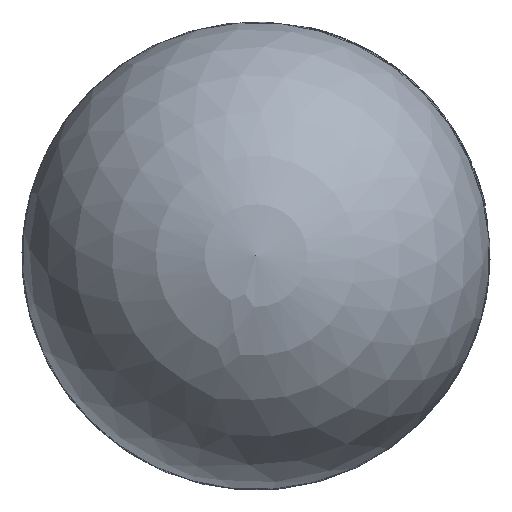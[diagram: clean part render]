
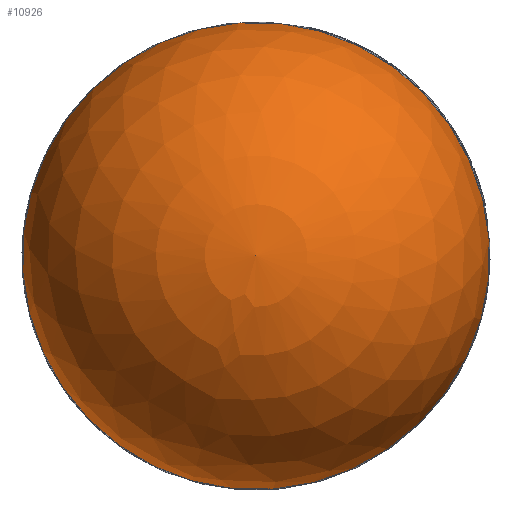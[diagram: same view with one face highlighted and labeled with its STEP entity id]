
A CAD part, top view. The second image highlights one B-rep face of the part: STEP entity #10926.
In plain terms, the highlighted spherical face has radius 27.45 mm.
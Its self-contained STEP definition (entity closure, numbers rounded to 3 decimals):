
#19=SPHERICAL_SURFACE('',#11583,27.45);
#751=CIRCLE('',#11584,27.445);
#752=CIRCLE('',#11585,27.445);
#753=CIRCLE('',#11586,27.45);
#754=CIRCLE('',#11587,27.445);
#1300=FACE_OUTER_BOUND('',#1880,.T.);
#1880=EDGE_LOOP('',(#9427,#9428,#9429,#9430,#9431));
#5010=VERTEX_POINT('',#27935);
#5011=VERTEX_POINT('',#27936);
#5012=VERTEX_POINT('',#27938);
#5013=VERTEX_POINT('',#27940);
#6526=EDGE_CURVE('',#5010,#5011,#751,.T.);
#6527=EDGE_CURVE('',#5012,#5010,#752,.T.);
#6528=EDGE_CURVE('',#5013,#5012,#753,.T.);
#6529=EDGE_CURVE('',#5011,#5012,#754,.T.);
#9427=ORIENTED_EDGE('',*,*,#6526,.F.);
#9428=ORIENTED_EDGE('',*,*,#6527,.F.);
#9429=ORIENTED_EDGE('',*,*,#6528,.F.);
#9430=ORIENTED_EDGE('',*,*,#6528,.T.);
#9431=ORIENTED_EDGE('',*,*,#6529,.F.);
#10926=ADVANCED_FACE('',(#1300),#19,.T.);
#11583=AXIS2_PLACEMENT_3D('',#27934,#13630,#13631);
#11584=AXIS2_PLACEMENT_3D('',#27937,#13632,#13633);
#11585=AXIS2_PLACEMENT_3D('',#27939,#13634,#13635);
#11586=AXIS2_PLACEMENT_3D('',#27941,#13636,#13637);
#11587=AXIS2_PLACEMENT_3D('',#27942,#13638,#13639);
#13630=DIRECTION('center_axis',(0.,0.,
1.));
#13631=DIRECTION('ref_axis',(0.272,0.962,0.));
#13632=DIRECTION('center_axis',(0.,0.,
-1.));
#13633=DIRECTION('ref_axis',(0.272,0.962,0.));
#13634=DIRECTION('center_axis',(0.,0.,
-1.));
#13635=DIRECTION('ref_axis',(0.272,0.962,0.));
#13636=DIRECTION('center_axis',(0.962,-0.272,0.));
#13637=DIRECTION('ref_axis',(-0.272,-0.962,0.));
#13638=DIRECTION('center_axis',(0.,0.,
-1.));
#13639=DIRECTION('ref_axis',(0.272,0.962,0.));
#27934=CARTESIAN_POINT('Origin',(0.,0.,
54.5));
#27935=CARTESIAN_POINT('',(-26.407,7.477,54.999));
#27936=CARTESIAN_POINT('',(26.407,-7.477,54.999));
#27937=CARTESIAN_POINT('Origin',(0.,0.,
54.999));
#27938=CARTESIAN_POINT('',(-7.477,-26.407,54.999));
#27939=CARTESIAN_POINT('Origin',(0.,0.,
54.999));
#27940=CARTESIAN_POINT('',(0.,0.,81.95));
#27941=CARTESIAN_POINT('Origin',(0.,0.,
54.5));
#27942=CARTESIAN_POINT('Origin',(0.,0.,
54.999));
